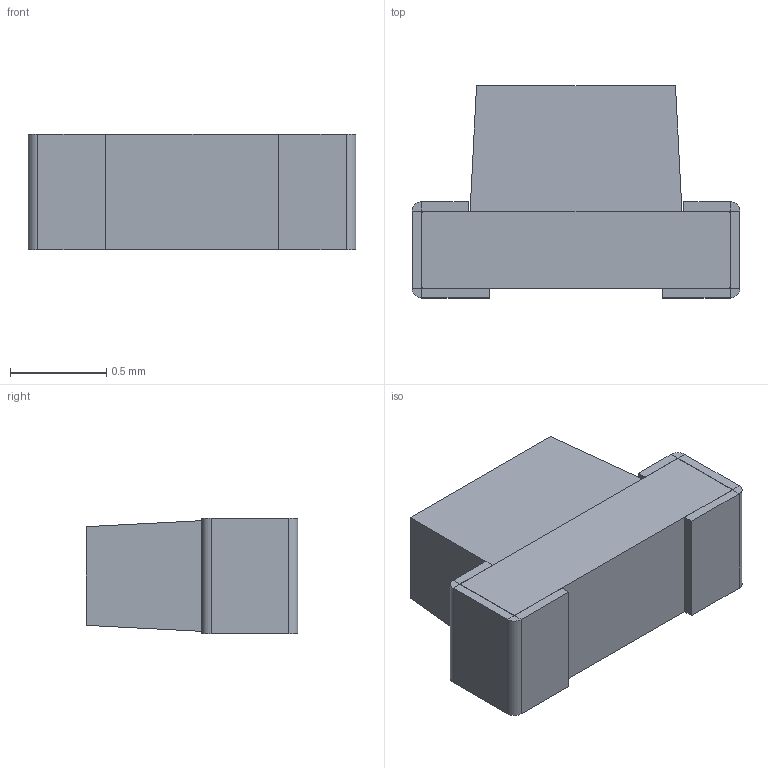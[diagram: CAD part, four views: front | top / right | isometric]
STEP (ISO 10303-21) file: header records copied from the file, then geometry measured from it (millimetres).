
FILE_DESCRIPTION (( 'STEP AP214' ), '1' );
FILE_NAME ('LED-SMD_L1.7-W1.1-R-RD_RED.STEP', '2021-10-25T10:21:17', ( '' ), ( '' ), 'SwSTEP 2.0', 'SolidWorks 2018', '' );
FILE_SCHEMA (( 'AUTOMOTIVE_DESIGN' ));
Length unit declared in the file: millimetre
Products named in the file (1): LED-SMD_L1.7-W1.1-R-RD_RED
Bounding box: 1.7 x 1.1 x 0.6 mm (x, y, z)
Volume: 0.8 mm3; surface area: 9.9 mm2
Topology: 4 solids, 4 shells, 112 faces, 259 edges, 162 vertices
Faces by surface type: plane 91, bspline 13, cylinder 8
Entity records: 3957 total; most frequent: CARTESIAN_POINT 926, ORIENTED_EDGE 518, DIRECTION 408, EDGE_CURVE 259, LINE 176, VECTOR 176, VERTEX_POINT 162, EDGE_LOOP 119
